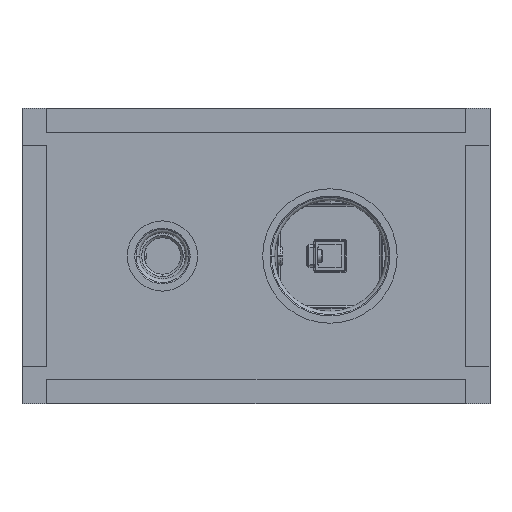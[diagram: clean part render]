
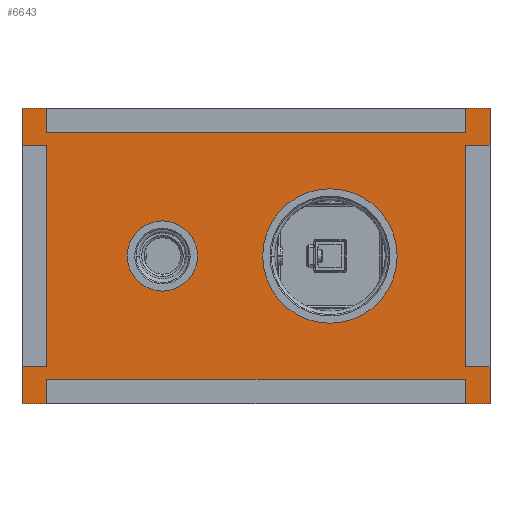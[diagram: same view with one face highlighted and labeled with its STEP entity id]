
A CAD part, left-side view. The second image highlights one B-rep face of the part: STEP entity #6643.
In plain terms, the highlighted face is planar.
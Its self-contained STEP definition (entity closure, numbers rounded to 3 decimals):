
#6048=DIRECTION('',(0.,0.,1.));
#6049=VECTOR('',#6048,190.);
#6050=CARTESIAN_POINT('',(-60.,0.,-95.));
#6051=LINE('',#6050,#6049);
#6055=DIRECTION('',(1.,0.,0.));
#6056=VECTOR('',#6055,120.);
#6057=CARTESIAN_POINT('',(-60.,0.,95.));
#6058=LINE('',#6057,#6056);
#6062=DIRECTION('',(0.,0.,-1.));
#6063=VECTOR('',#6062,190.);
#6064=CARTESIAN_POINT('',(60.,0.,95.));
#6065=LINE('',#6064,#6063);
#6069=DIRECTION('',(-1.,0.,0.));
#6070=VECTOR('',#6069,120.);
#6071=CARTESIAN_POINT('',(60.,0.,-95.));
#6072=LINE('',#6071,#6070);
#6076=CARTESIAN_POINT('',(0.,0.,-30.));
#6077=DIRECTION('',(0.,-1.,0.));
#6078=DIRECTION('',(0.,0.,-1.));
#6079=AXIS2_PLACEMENT_3D('',#6076,#6077,#6078);
#6084=CARTESIAN_POINT('',(0.,0.,-30.));
#6085=DIRECTION('',(0.,-1.,0.));
#6086=DIRECTION('',(0.,0.,1.));
#6087=AXIS2_PLACEMENT_3D('',#6084,#6085,#6086);
#6108=CARTESIAN_POINT('',(0.,0.,38.));
#6109=DIRECTION('',(0.,-1.,0.));
#6110=DIRECTION('',(0.,0.,-1.));
#6111=AXIS2_PLACEMENT_3D('',#6108,#6109,#6110);
#6116=CARTESIAN_POINT('',(0.,0.,38.));
#6117=DIRECTION('',(0.,-1.,0.));
#6118=DIRECTION('',(0.,0.,1.));
#6119=AXIS2_PLACEMENT_3D('',#6116,#6117,#6118);
#6536=CARTESIAN_POINT('',(-60.,0.,-95.));
#6537=CARTESIAN_POINT('',(-60.,0.,95.));
#6538=VERTEX_POINT('',#6536);
#6539=VERTEX_POINT('',#6537);
#6540=CARTESIAN_POINT('',(60.,0.,95.));
#6541=VERTEX_POINT('',#6540);
#6542=CARTESIAN_POINT('',(60.,0.,-95.));
#6543=VERTEX_POINT('',#6542);
#6572=CARTESIAN_POINT('',(0.,0.,-57.3));
#6573=CARTESIAN_POINT('',(0.,0.,-2.7));
#6574=VERTEX_POINT('',#6572);
#6575=VERTEX_POINT('',#6573);
#6584=CARTESIAN_POINT('',(0.,0.,23.75));
#6585=CARTESIAN_POINT('',(0.,0.,52.25));
#6586=VERTEX_POINT('',#6584);
#6587=VERTEX_POINT('',#6585);
#6616=CARTESIAN_POINT('',(0.,0.,0.));
#6617=DIRECTION('',(0.,1.,0.));
#6618=DIRECTION('',(1.,0.,0.));
#6619=AXIS2_PLACEMENT_3D('',#6616,#6617,#6618);
#6620=PLANE('',#6619);
#6622=ORIENTED_EDGE('',*,*,#6621,.T.);
#6624=ORIENTED_EDGE('',*,*,#6623,.T.);
#6626=ORIENTED_EDGE('',*,*,#6625,.T.);
#6628=ORIENTED_EDGE('',*,*,#6627,.T.);
#6629=EDGE_LOOP('',(#6622,#6624,#6626,#6628));
#6630=FACE_OUTER_BOUND('',#6629,.F.);
#6632=ORIENTED_EDGE('',*,*,#6631,.T.);
#6634=ORIENTED_EDGE('',*,*,#6633,.T.);
#6635=EDGE_LOOP('',(#6632,#6634));
#6636=FACE_BOUND('',#6635,.F.);
#6638=ORIENTED_EDGE('',*,*,#6637,.T.);
#6640=ORIENTED_EDGE('',*,*,#6639,.T.);
#6641=EDGE_LOOP('',(#6638,#6640));
#6642=FACE_BOUND('',#6641,.F.);
#6643=ADVANCED_FACE('',(#6630,#6636,#6642),#6620,.F.);
#6080=CIRCLE('',#6079,27.3);
#6088=CIRCLE('',#6087,27.3);
#6112=CIRCLE('',#6111,14.25);
#6120=CIRCLE('',#6119,14.25);
#6621=EDGE_CURVE('',#6538,#6539,#6051,.T.);
#6623=EDGE_CURVE('',#6539,#6541,#6058,.T.);
#6625=EDGE_CURVE('',#6541,#6543,#6065,.T.);
#6627=EDGE_CURVE('',#6543,#6538,#6072,.T.);
#6631=EDGE_CURVE('',#6574,#6575,#6080,.T.);
#6633=EDGE_CURVE('',#6575,#6574,#6088,.T.);
#6637=EDGE_CURVE('',#6586,#6587,#6112,.T.);
#6639=EDGE_CURVE('',#6587,#6586,#6120,.T.);
